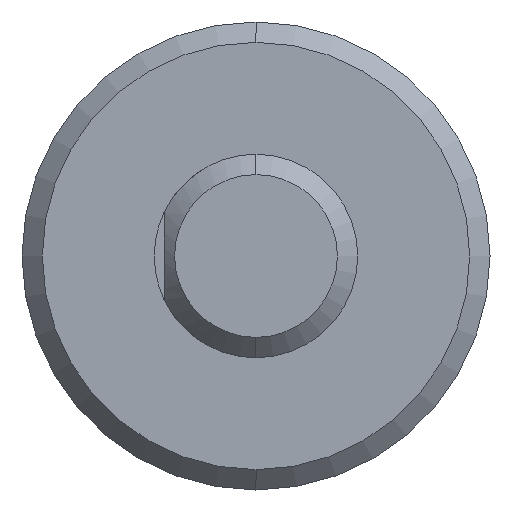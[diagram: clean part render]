
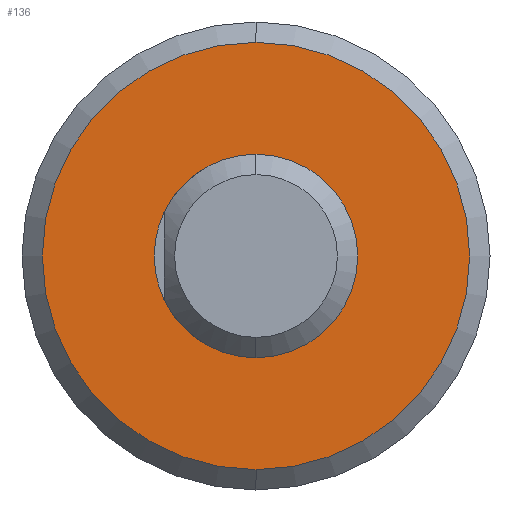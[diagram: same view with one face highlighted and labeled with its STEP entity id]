
A CAD part, left-side view. The second image highlights one B-rep face of the part: STEP entity #136.
In plain terms, the highlighted planar face has unit normal (-1, 0, 0).
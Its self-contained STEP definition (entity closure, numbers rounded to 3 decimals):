
#2 = EDGE_CURVE ( 'NONE', #5166, #5173, #365, .T. ) ;
#7 = EDGE_CURVE ( 'NONE', #5159, #5151, #479, .T. ) ;
#9 = EDGE_CURVE ( 'NONE', #5173, #5166, #519, .T. ) ;
#11 = EDGE_CURVE ( 'NONE', #5151, #5159, #516, .T. ) ;
#136 = ADVANCED_FACE ( 'NONE', ( #4110, #5719 ), #2449, .F. ) ;
#365 = CIRCLE ( 'NONE', #2566, 21. ) ;
#479 = CIRCLE ( 'NONE', #2583, 10. ) ;
#516 = CIRCLE ( 'NONE', #2580, 10. ) ;
#519 = CIRCLE ( 'NONE', #2563, 21. ) ;
#1433 = CARTESIAN_POINT ( 'NONE',  ( 13.288, 2.392, -10. ) ) ;
#1441 = CARTESIAN_POINT ( 'NONE',  ( 13.288, 2.392, 10. ) ) ;
#1448 = CARTESIAN_POINT ( 'NONE',  ( 13.288, 2.392, 21. ) ) ;
#1455 = CARTESIAN_POINT ( 'NONE',  ( 13.288, 2.392, -21. ) ) ;
#1534 = EDGE_LOOP ( 'NONE', ( #5138, #5137 ) ) ;
#1535 = EDGE_LOOP ( 'NONE', ( #5135, #5136 ) ) ;
#2081 = CARTESIAN_POINT ( 'NONE',  ( 13.288, 2.392, 0. ) ) ;
#2082 = DIRECTION ( 'NONE',  ( 1., 0., 0. ) ) ;
#2083 = DIRECTION ( 'NONE',  ( 0., 0., -1. ) ) ;
#2105 = CARTESIAN_POINT ( 'NONE',  ( 13.288, 2.392, 0. ) ) ;
#2106 = DIRECTION ( 'NONE',  ( -1., 0., 0. ) ) ;
#2107 = DIRECTION ( 'NONE',  ( 0., 0., 1. ) ) ;
#2111 = CARTESIAN_POINT ( 'NONE',  ( 13.288, 2.392, 0. ) ) ;
#2112 = DIRECTION ( 'NONE',  ( 1., 0., 0. ) ) ;
#2113 = DIRECTION ( 'NONE',  ( 0., 0., -1. ) ) ;
#2117 = CARTESIAN_POINT ( 'NONE',  ( 13.288, 2.392, 0. ) ) ;
#2118 = DIRECTION ( 'NONE',  ( -1., 0., 0. ) ) ;
#2119 = DIRECTION ( 'NONE',  ( 0., 0., 1. ) ) ;
#2449 = PLANE ( 'NONE',  #5721 ) ;
#2450 = CARTESIAN_POINT ( 'NONE',  ( 13.288, 12.392, 0. ) ) ;
#2451 = DIRECTION ( 'NONE',  ( 1., 0., 0. ) ) ;
#2452 = DIRECTION ( 'NONE',  ( 0., 0., -1. ) ) ;
#2563 = AXIS2_PLACEMENT_3D ( 'NONE', #2111, #2112, #2113 ) ;
#2566 = AXIS2_PLACEMENT_3D ( 'NONE', #2081, #2082, #2083 ) ;
#2580 = AXIS2_PLACEMENT_3D ( 'NONE', #2117, #2118, #2119 ) ;
#2583 = AXIS2_PLACEMENT_3D ( 'NONE', #2105, #2106, #2107 ) ;
#4110 = FACE_BOUND ( 'NONE', #1535, .T. ) ;
#5135 = ORIENTED_EDGE ( 'NONE', *, *, #7, .F. ) ;
#5136 = ORIENTED_EDGE ( 'NONE', *, *, #11, .F. ) ;
#5137 = ORIENTED_EDGE ( 'NONE', *, *, #2, .F. ) ;
#5138 = ORIENTED_EDGE ( 'NONE', *, *, #9, .F. ) ;
#5151 = VERTEX_POINT ( 'NONE', #1433 ) ;
#5159 = VERTEX_POINT ( 'NONE', #1441 ) ;
#5166 = VERTEX_POINT ( 'NONE', #1448 ) ;
#5173 = VERTEX_POINT ( 'NONE', #1455 ) ;
#5719 = FACE_OUTER_BOUND ( 'NONE', #1534, .T. ) ;
#5721 = AXIS2_PLACEMENT_3D ( 'NONE', #2450, #2451, #2452 ) ;
